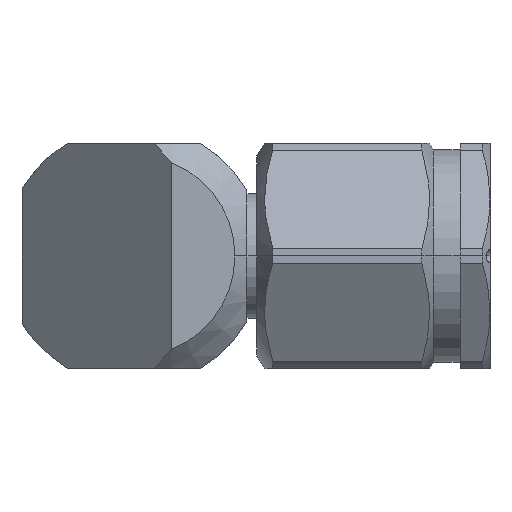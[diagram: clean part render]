
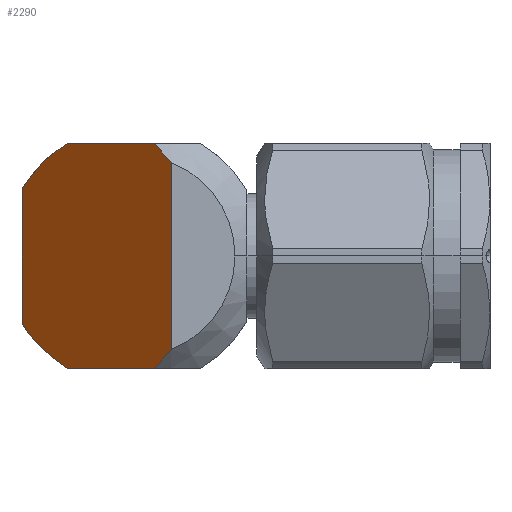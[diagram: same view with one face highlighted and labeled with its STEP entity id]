
A CAD part, left-side view. The second image highlights one B-rep face of the part: STEP entity #2290.
In plain terms, the highlighted planar face has unit normal (-0.709, 0.705, 0).
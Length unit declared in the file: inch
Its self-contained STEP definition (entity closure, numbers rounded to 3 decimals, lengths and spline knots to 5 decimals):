
#139 = DIRECTION ( 'NONE',  ( 0., 0., -1. ) ) ;
#374 = PLANE ( 'NONE',  #575 ) ;
#575 = AXIS2_PLACEMENT_3D ( 'NONE', #960, #3730, #2591 ) ;
#576 = CARTESIAN_POINT ( 'NONE',  ( 0.08778, 0.27888, -0.16688 ) ) ;
#669 = DIRECTION ( 'NONE',  ( 0., 0., -1. ) ) ;
#684 = ORIENTED_EDGE ( 'NONE', *, *, #5105, .F. ) ;
#754 = VECTOR ( 'NONE', #5704, 39.37008 ) ;
#824 = VECTOR ( 'NONE', #5986, 39.37008 ) ;
#960 = CARTESIAN_POINT ( 'NONE',  ( 0.08778, 0.27888, 0.28 ) ) ;
#975 = EDGE_LOOP ( 'NONE', ( #7244, #1777, #1941, #2592, #6570, #2857, #684, #3229 ) ) ;
#1235 = CARTESIAN_POINT ( 'NONE',  ( -0.28156, -0.0924, 0.23274 ) ) ;
#1588 = VERTEX_POINT ( 'NONE', #4521 ) ;
#1710 = VECTOR ( 'NONE', #669, 39.37008 ) ;
#1777 = ORIENTED_EDGE ( 'NONE', *, *, #3561, .T. ) ;
#1821 =( BOUNDED_CURVE ( )  B_SPLINE_CURVE ( 3, ( #3699, #5869, #5404, #3255 ),
 .UNSPECIFIED., .F., .T. ) 
 B_SPLINE_CURVE_WITH_KNOTS ( ( 4, 4 ),
 ( 3.68083, 4.17988 ),
 .UNSPECIFIED. ) 
 CURVE ( )  GEOMETRIC_REPRESENTATION_ITEM ( )  RATIONAL_B_SPLINE_CURVE ( ( 1., 0.979, 0.979, 1. ) ) 
 REPRESENTATION_ITEM ( '' )  );
#1824 = VERTEX_POINT ( 'NONE', #2219 ) ;
#1829 = CARTESIAN_POINT ( 'NONE',  ( -0.02551, 0.165, -0.28 ) ) ;
#1941 = ORIENTED_EDGE ( 'NONE', *, *, #3503, .F. ) ;
#2219 = CARTESIAN_POINT ( 'NONE',  ( 0.08778, 0.27888, -0.16688 ) ) ;
#2226 = CARTESIAN_POINT ( 'NONE',  ( -0.25546, -0.06616, 0.26459 ) ) ;
#2256 = VERTEX_POINT ( 'NONE', #3655 ) ;
#2290 = ADVANCED_FACE ( 'NONE', ( #4178 ), #374, .F. ) ;
#2291 = LINE ( 'NONE', #4858, #824 ) ;
#2591 = DIRECTION ( 'NONE',  ( 0.705, 0.709, 0. ) ) ;
#2592 = ORIENTED_EDGE ( 'NONE', *, *, #4918, .F. ) ;
#2687 = CARTESIAN_POINT ( 'NONE',  ( -0.25546, -0.06616, -0.26459 ) ) ;
#2713 = CARTESIAN_POINT ( 'NONE',  ( -0.24053, -0.05115, -0.28 ) ) ;
#2730 = VECTOR ( 'NONE', #139, 39.37008 ) ;
#2857 = ORIENTED_EDGE ( 'NONE', *, *, #6770, .F. ) ;
#2880 = CARTESIAN_POINT ( 'NONE',  ( 0.08778, 0.27888, 0.28 ) ) ;
#2966 = VERTEX_POINT ( 'NONE', #4159 ) ;
#2985 = LINE ( 'NONE', #2880, #754 ) ;
#3119 = CARTESIAN_POINT ( 'NONE',  ( -0.26915, -0.07992, -0.24882 ) ) ;
#3229 = ORIENTED_EDGE ( 'NONE', *, *, #7100, .T. ) ;
#3255 = CARTESIAN_POINT ( 'NONE',  ( -0.02551, 0.165, 0.28 ) ) ;
#3503 = EDGE_CURVE ( 'NONE', #2256, #4115, #6027, .T. ) ;
#3538 = CARTESIAN_POINT ( 'NONE',  ( 0.08778, 0.27888, 0.28 ) ) ;
#3561 = EDGE_CURVE ( 'NONE', #7105, #4115, #2291, .T. ) ;
#3655 = CARTESIAN_POINT ( 'NONE',  ( -0.28156, -0.0924, -0.23274 ) ) ;
#3699 = CARTESIAN_POINT ( 'NONE',  ( 0.08778, 0.27888, 0.16688 ) ) ;
#3730 = DIRECTION ( 'NONE',  ( 0.709, -0.705, 0. ) ) ;
#3882 = CARTESIAN_POINT ( 'NONE',  ( 0.05987, 0.25083, -0.21376 ) ) ;
#3891 = CARTESIAN_POINT ( 'NONE',  ( -0.26915, -0.07992, 0.24882 ) ) ;
#4115 = VERTEX_POINT ( 'NONE', #6975 ) ;
#4159 = CARTESIAN_POINT ( 'NONE',  ( -0.28156, -0.0924, 0.23274 ) ) ;
#4178 = FACE_OUTER_BOUND ( 'NONE', #975, .T. ) ;
#4188 = CARTESIAN_POINT ( 'NONE',  ( 0.08778, 0.27888, 0.16688 ) ) ;
#4207 = EDGE_CURVE ( 'NONE', #7105, #1824, #5157, .T. ) ;
#4521 = CARTESIAN_POINT ( 'NONE',  ( -0.24053, -0.05115, 0.28 ) ) ;
#4571 = LINE ( 'NONE', #6192, #1710 ) ;
#4654 = VERTEX_POINT ( 'NONE', #6060 ) ;
#4819 =( BOUNDED_CURVE ( )  B_SPLINE_CURVE ( 3, ( #5539, #2226, #3891, #1235 ),
 .UNSPECIFIED., .F., .T. ) 
 B_SPLINE_CURVE_WITH_KNOTS ( ( 4, 4 ),
 ( 2.64923, 2.73779 ),
 .UNSPECIFIED. ) 
 CURVE ( )  GEOMETRIC_REPRESENTATION_ITEM ( )  RATIONAL_B_SPLINE_CURVE ( ( 1., 0.999, 0.999, 1. ) ) 
 REPRESENTATION_ITEM ( '' )  );
#4858 = CARTESIAN_POINT ( 'NONE',  ( 0.08778, 0.27888, -0.28 ) ) ;
#4918 = EDGE_CURVE ( 'NONE', #2966, #2256, #4571, .T. ) ;
#5089 = LINE ( 'NONE', #3538, #2730 ) ;
#5105 = EDGE_CURVE ( 'NONE', #5321, #4654, #1821, .T. ) ;
#5157 =( BOUNDED_CURVE ( )  B_SPLINE_CURVE ( 3, ( #5528, #7265, #3882, #576 ),
 .UNSPECIFIED., .F., .F. ) 
 B_SPLINE_CURVE_WITH_KNOTS ( ( 4, 4 ),
 ( 2.1033, 2.60235 ),
 .UNSPECIFIED. ) 
 CURVE ( )  GEOMETRIC_REPRESENTATION_ITEM ( )  RATIONAL_B_SPLINE_CURVE ( ( 1., 0.979, 0.979, 1. ) ) 
 REPRESENTATION_ITEM ( '' )  );
#5321 = VERTEX_POINT ( 'NONE', #4188 ) ;
#5404 = CARTESIAN_POINT ( 'NONE',  ( 0.02131, 0.21207, 0.25226 ) ) ;
#5528 = CARTESIAN_POINT ( 'NONE',  ( -0.02551, 0.165, -0.28 ) ) ;
#5539 = CARTESIAN_POINT ( 'NONE',  ( -0.24053, -0.05115, 0.28 ) ) ;
#5704 = DIRECTION ( 'NONE',  ( -0.705, -0.709, 0. ) ) ;
#5869 = CARTESIAN_POINT ( 'NONE',  ( 0.05987, 0.25083, 0.21376 ) ) ;
#5893 = CARTESIAN_POINT ( 'NONE',  ( -0.28156, -0.0924, -0.23274 ) ) ;
#5986 = DIRECTION ( 'NONE',  ( -0.705, -0.709, 0. ) ) ;
#6027 =( BOUNDED_CURVE ( )  B_SPLINE_CURVE ( 3, ( #5893, #3119, #2687, #2713 ),
 .UNSPECIFIED., .F., .F. ) 
 B_SPLINE_CURVE_WITH_KNOTS ( ( 4, 4 ),
 ( 3.5454, 3.63396 ),
 .UNSPECIFIED. ) 
 CURVE ( )  GEOMETRIC_REPRESENTATION_ITEM ( )  RATIONAL_B_SPLINE_CURVE ( ( 1., 0.999, 0.999, 1. ) ) 
 REPRESENTATION_ITEM ( '' )  );
#6060 = CARTESIAN_POINT ( 'NONE',  ( -0.02551, 0.165, 0.28 ) ) ;
#6192 = CARTESIAN_POINT ( 'NONE',  ( -0.28156, -0.0924, 0.28 ) ) ;
#6570 = ORIENTED_EDGE ( 'NONE', *, *, #6915, .F. ) ;
#6770 = EDGE_CURVE ( 'NONE', #4654, #1588, #2985, .T. ) ;
#6915 = EDGE_CURVE ( 'NONE', #1588, #2966, #4819, .T. ) ;
#6975 = CARTESIAN_POINT ( 'NONE',  ( -0.24053, -0.05115, -0.28 ) ) ;
#7100 = EDGE_CURVE ( 'NONE', #5321, #1824, #5089, .T. ) ;
#7105 = VERTEX_POINT ( 'NONE', #1829 ) ;
#7244 = ORIENTED_EDGE ( 'NONE', *, *, #4207, .F. ) ;
#7265 = CARTESIAN_POINT ( 'NONE',  ( 0.02131, 0.21207, -0.25226 ) ) ;
